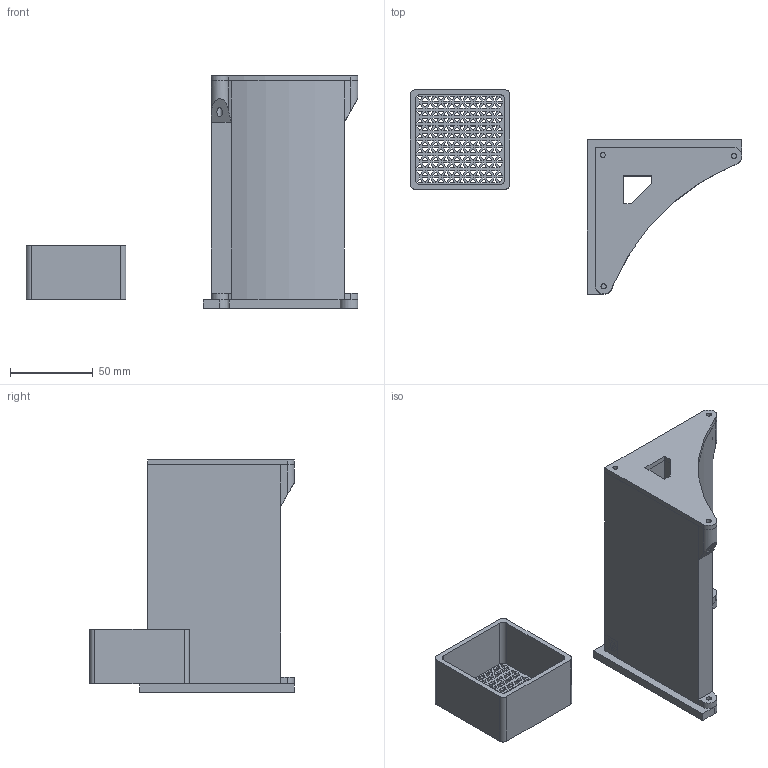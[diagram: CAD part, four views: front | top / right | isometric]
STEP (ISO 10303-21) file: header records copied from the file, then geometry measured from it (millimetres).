
FILE_DESCRIPTION(('FreeCAD Model'),'2;1');
FILE_NAME('Open CASCADE Shape Model','2022-01-11T15:43:38',(''),(''), 'Open CASCADE STEP processor 7.5','FreeCAD','Unknown');
FILE_SCHEMA(('AUTOMOTIVE_DESIGN { 1 0 10303 214 1 1 1 1 }'));
Length unit declared in the file: millimetre
Products named in the file (5): DesiccantHolder; DessicantHolder; Sifter; Retainer; Lid
Assembly tree (4 placements, depth 2):
  DesiccantHolder
    DessicantHolder
    Sifter
    Retainer
    Lid
Bounding box: 199.7 x 123.2 x 140 mm (x, y, z)
Volume: 194742 mm3; surface area: 135910.2 mm2
Topology: 4 solids, 4 shells, 713 faces, 2083 edges, 1386 vertices
Faces by surface type: plane 664, cylinder 49
Full cylindrical faces by diameter (mm): 3 x2, 3.2 x6, 3.3 x1
Entity records: 51548 total; most frequent: CARTESIAN_POINT 8869, DIRECTION 7729, LINE 6026, VECTOR 6026, ORIENTED_EDGE 4166, PCURVE 4166, DEFINITIONAL_REPRESENTATION 4166, EDGE_CURVE 2083
